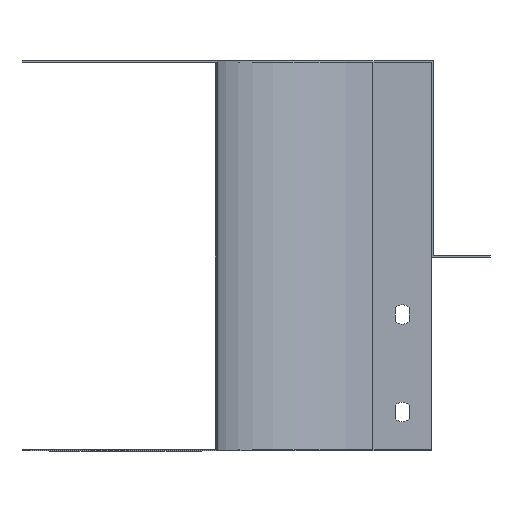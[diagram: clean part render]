
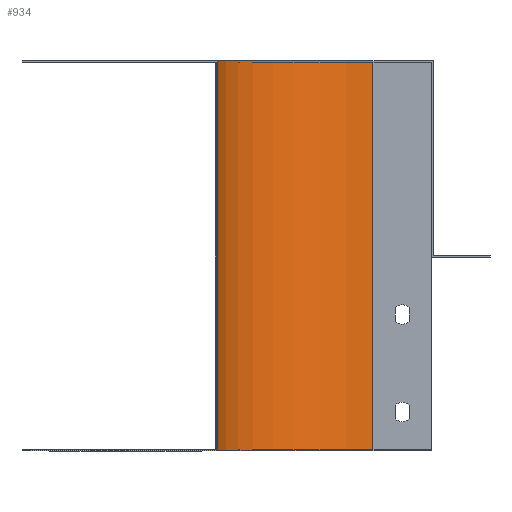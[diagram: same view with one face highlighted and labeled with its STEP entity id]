
A CAD part, left-side view. The second image highlights one B-rep face of the part: STEP entity #934.
In plain terms, the highlighted cylindrical face has radius 80 mm (diameter 160 mm), a partial arc.
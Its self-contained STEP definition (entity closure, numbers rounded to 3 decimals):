
#199 = ORIENTED_EDGE ( 'NONE', *, *, #1086, .F. ) ;
#200 = ORIENTED_EDGE ( 'NONE', *, *, #1087, .F. ) ;
#201 = ORIENTED_EDGE ( 'NONE', *, *, #1088, .T. ) ;
#202 = ORIENTED_EDGE ( 'NONE', *, *, #1038, .T. ) ;
#412 = FACE_OUTER_BOUND ( 'NONE', #2393, .T. ) ;
#416 = CYLINDRICAL_SURFACE ( 'NONE', #1415, 80. ) ;
#574 = LINE ( 'NONE', #2082, #585 ) ;
#585 = VECTOR ( 'NONE', #2066, 1000. ) ;
#668 = CIRCLE ( 'NONE', #1492, 80. ) ;
#670 = LINE ( 'NONE', #2183, #672 ) ;
#671 = CIRCLE ( 'NONE', #1493, 80. ) ;
#672 = VECTOR ( 'NONE', #2184, 1000. ) ;
#735 = CARTESIAN_POINT ( 'NONE',  ( -80., 30., 1. ) ) ;
#736 = DIRECTION ( 'NONE',  ( 0., 0., -1. ) ) ;
#746 = DIRECTION ( 'NONE',  ( -1., 0., 0. ) ) ;
#934 = ADVANCED_FACE ( 'NONE', ( #412 ), #416, .F. ) ;
#1038 = EDGE_CURVE ( 'NONE', #2401, #2405, #574, .T. ) ;
#1086 = EDGE_CURVE ( 'NONE', #2401, #2446, #668, .T. ) ;
#1087 = EDGE_CURVE ( 'NONE', #2446, #2444, #670, .T. ) ;
#1088 = EDGE_CURVE ( 'NONE', #2405, #2444, #671, .T. ) ;
#1415 = AXIS2_PLACEMENT_3D ( 'NONE', #735, #736, #746 ) ;
#1492 = AXIS2_PLACEMENT_3D ( 'NONE', #2190, #2191, #2192 ) ;
#1493 = AXIS2_PLACEMENT_3D ( 'NONE', #2195, #2196, #2197 ) ;
#2066 = DIRECTION ( 'NONE',  ( 0., 0., -1. ) ) ;
#2082 = CARTESIAN_POINT ( 'NONE',  ( -80., 110., 1. ) ) ;
#2183 = CARTESIAN_POINT ( 'NONE',  ( 0., 30., 1. ) ) ;
#2184 = DIRECTION ( 'NONE',  ( 0., 0., -1. ) ) ;
#2190 = CARTESIAN_POINT ( 'NONE',  ( -80., 30., 1. ) ) ;
#2191 = DIRECTION ( 'NONE',  ( 0., 0., -1. ) ) ;
#2192 = DIRECTION ( 'NONE',  ( -1., 0., 0. ) ) ;
#2195 = CARTESIAN_POINT ( 'NONE',  ( -80., 30., -199. ) ) ;
#2196 = DIRECTION ( 'NONE',  ( 0., 0., -1. ) ) ;
#2197 = DIRECTION ( 'NONE',  ( -1., 0., 0. ) ) ;
#2393 = EDGE_LOOP ( 'NONE', ( #202, #201, #200, #199 ) ) ;
#2401 = VERTEX_POINT ( 'NONE', #2602 ) ;
#2405 = VERTEX_POINT ( 'NONE', #2605 ) ;
#2444 = VERTEX_POINT ( 'NONE', #2643 ) ;
#2446 = VERTEX_POINT ( 'NONE', #2645 ) ;
#2602 = CARTESIAN_POINT ( 'NONE',  ( -80., 110., 1. ) ) ;
#2605 = CARTESIAN_POINT ( 'NONE',  ( -80., 110., -199. ) ) ;
#2643 = CARTESIAN_POINT ( 'NONE',  ( 0., 30., -199. ) ) ;
#2645 = CARTESIAN_POINT ( 'NONE',  ( 0., 30., 1. ) ) ;
